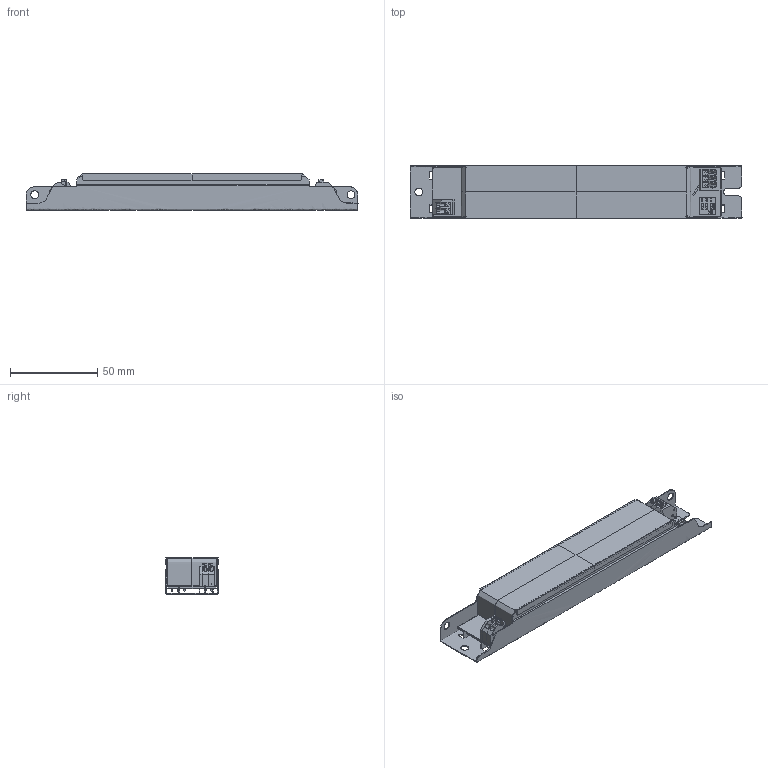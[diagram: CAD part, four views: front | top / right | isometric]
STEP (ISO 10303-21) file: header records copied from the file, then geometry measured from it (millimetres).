
FILE_DESCRIPTION(/* description */ (''),/* implementation_level */ '2;1');
FILE_NAME(/* name */ 'FMS-40~4',/* time_stamp */ '2023-07-06T10:10:14+08:00',/* author */ (''),/* organization */ (''),/* preprocessor_version */ 'ST-DEVELOPER v16.5',/* originating_system */ '',/* authorisation */ '');
FILE_SCHEMA (('AUTOMOTIVE_DESIGN'));
Length unit declared in the file: millimetre
Products named in the file (1): Document
Bounding box: 190 x 30 x 20.62 mm (x, y, z)
Volume: 16298 mm3; surface area: 48076.8 mm2
Topology: 6 solids, 6 shells, 675 faces, 1735 edges, 1114 vertices
Faces by surface type: plane 465, bspline 210
Entity records: 28194 total; most frequent: CARTESIAN_POINT 16761, ORIENTED_EDGE 3470, EDGE_CURVE 1735, B_SPLINE_CURVE_WITH_KNOTS 1464, VERTEX_POINT 1114, EDGE_LOOP 733, ADVANCED_FACE 675, FACE_OUTER_BOUND 675
